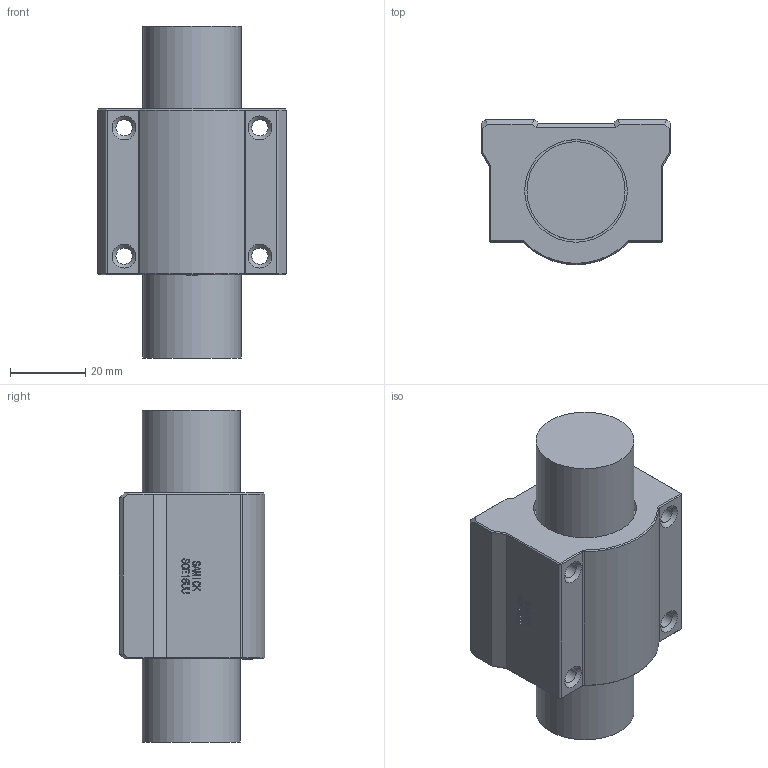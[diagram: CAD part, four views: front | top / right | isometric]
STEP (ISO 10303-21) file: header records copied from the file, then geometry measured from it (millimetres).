
FILE_DESCRIPTION((''),'2;1');
FILE_NAME('SCE16UU.stp','2013-02-07T10:20:18',('user2'),(''),'Autodesk Inventor 2012','Autodesk Inventor 2012','');
FILE_SCHEMA(('AUTOMOTIVE_DESIGN { 1 0 10303 214 1 1 1 1 }'));
Length unit declared in the file: millimetre
Products named in the file (1): SCE16UU
Bounding box: 50 x 38.5 x 88 mm (x, y, z)
Volume: 92729.6 mm3; surface area: 17655.7 mm2
Topology: 1 solids, 1 shells, 403 faces, 1104 edges, 722 vertices
Faces by surface type: bspline 248, plane 103, cylinder 30, cone 22
Full cylindrical faces by diameter (mm): 4.3 x4, 4.459 x4, 26 x2, 27.2 x2
Entity records: 14585 total; most frequent: CARTESIAN_POINT 5820, ORIENTED_EDGE 2140, EDGE_CURVE 1070, DIRECTION 977, VERTEX_POINT 712, VECTOR 483, LINE 483, EDGE_LOOP 454
